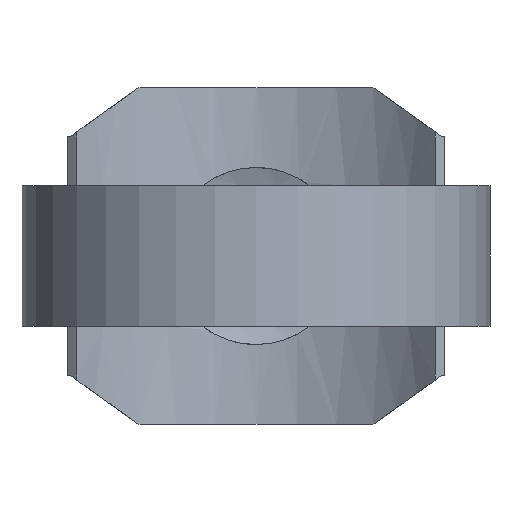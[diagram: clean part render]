
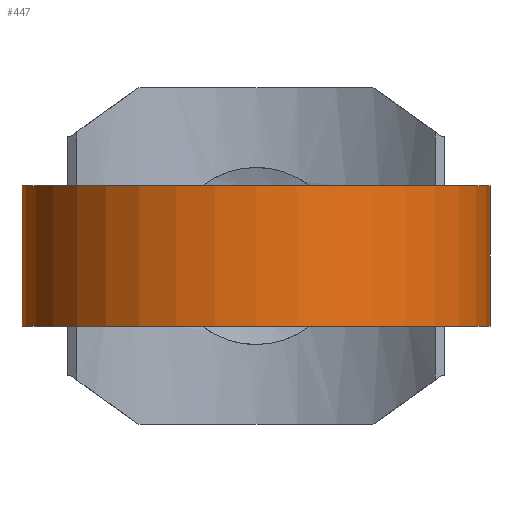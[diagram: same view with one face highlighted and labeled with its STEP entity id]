
A CAD part, front view. The second image highlights one B-rep face of the part: STEP entity #447.
In plain terms, the highlighted cylindrical face has radius 100 mm (diameter 200 mm), a partial arc.
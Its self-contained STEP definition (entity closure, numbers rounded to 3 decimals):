
#263 = EDGE_CURVE( '', #485, #357, #636, .T. );
#289 = EDGE_CURVE( '', #357, #329, #664, .T. );
#297 = EDGE_CURVE( '', #485, #317, #672, .T. );
#317 = VERTEX_POINT( '', #693 );
#329 = VERTEX_POINT( '', #708 );
#357 = VERTEX_POINT( '', #736 );
#429 = EDGE_CURVE( '', #329, #317, #819, .T. );
#447 = ADVANCED_FACE( '', ( #839 ), #840, .T. );
#485 = VERTEX_POINT( '', #884 );
#636 = LINE( '', #1055, #1056 );
#664 = CIRCLE( '', #1161, 100. );
#672 = CIRCLE( '', #1174, 100. );
#693 = CARTESIAN_POINT( '', ( 100., 0., -30. ) );
#708 = CARTESIAN_POINT( '', ( 100., 0., 30. ) );
#736 = CARTESIAN_POINT( '', ( -100., 0., 30. ) );
#819 = LINE( '', #1421, #1422 );
#839 = FACE_OUTER_BOUND( '', #1446, .T. );
#840 = CYLINDRICAL_SURFACE( '', #1447, 100. );
#884 = CARTESIAN_POINT( '', ( -100., 0., -30. ) );
#1055 = CARTESIAN_POINT( '', ( -100., 0., 30. ) );
#1056 = VECTOR( '', #1846, 1. );
#1161 = AXIS2_PLACEMENT_3D( '', #1876, #1877, #1878 );
#1174 = AXIS2_PLACEMENT_3D( '', #1886, #1887, #1888 );
#1421 = CARTESIAN_POINT( '', ( 100., 0., 30. ) );
#1422 = VECTOR( '', #2084, 1. );
#1446 = EDGE_LOOP( '', ( #2113, #2114, #2115, #2116 ) );
#1447 = AXIS2_PLACEMENT_3D( '', #2117, #2118, #2119 );
#1846 = DIRECTION( '', ( 0., 0., 1. ) );
#1876 = CARTESIAN_POINT( '', ( 0., 0., 30. ) );
#1877 = DIRECTION( '', ( 0., 0., 1. ) );
#1878 = DIRECTION( '', ( 1., 0., 0. ) );
#1886 = CARTESIAN_POINT( '', ( 0., 0., -30. ) );
#1887 = DIRECTION( '', ( 0., 0., 1. ) );
#1888 = DIRECTION( '', ( 1., 0., 0. ) );
#2084 = DIRECTION( '', ( 0., 0., -1. ) );
#2113 = ORIENTED_EDGE( '', *, *, #429, .F. );
#2114 = ORIENTED_EDGE( '', *, *, #289, .F. );
#2115 = ORIENTED_EDGE( '', *, *, #263, .F. );
#2116 = ORIENTED_EDGE( '', *, *, #297, .T. );
#2117 = CARTESIAN_POINT( '', ( 0., 0., 30. ) );
#2118 = DIRECTION( '', ( 0., 0., 1. ) );
#2119 = DIRECTION( '', ( 1., 0., 0. ) );
